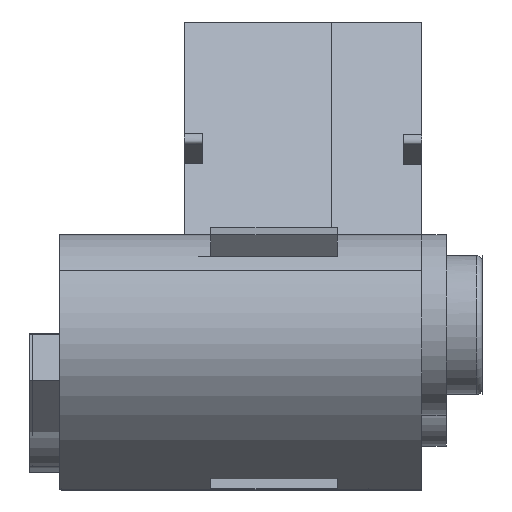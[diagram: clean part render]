
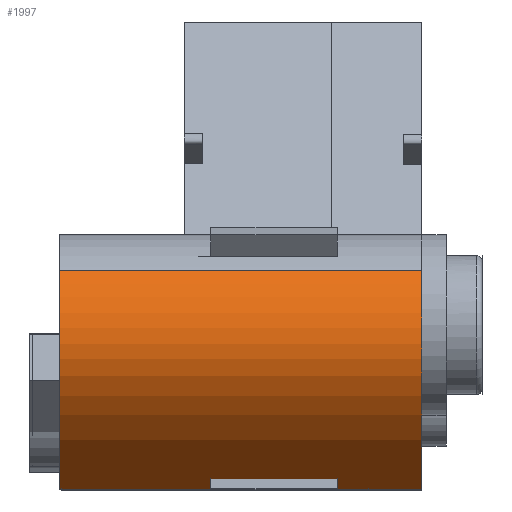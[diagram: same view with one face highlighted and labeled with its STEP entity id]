
A CAD part, top view. The second image highlights one B-rep face of the part: STEP entity #1997.
In plain terms, the highlighted free-form (B-spline) face has degree [5, 1] with [15, 2] control points.
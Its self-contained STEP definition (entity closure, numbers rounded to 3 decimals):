
#43=(
BOUNDED_CURVE()
B_SPLINE_CURVE(5,(#3539,#3540,#3541,#3542,#3543,#3544,#3545,#3546,#3547,
#3548,#3549,#3550,#3551,#3552,#3553),.UNSPECIFIED.,.F.,.F.)
B_SPLINE_CURVE_WITH_KNOTS((6,1,1,1,1,1,1,1,1,1,6),(0.,0.1,0.2,0.3,0.4,0.5,
0.6,0.7,0.8,0.9,1.),.UNSPECIFIED.)
CURVE()
GEOMETRIC_REPRESENTATION_ITEM()
RATIONAL_B_SPLINE_CURVE((1.,1.,1.,1.,1.,1.,1.,1.,1.,1.,1.,1.,1.,1.,1.))
REPRESENTATION_ITEM('')
);
#44=(
BOUNDED_CURVE()
B_SPLINE_CURVE(5,(#3555,#3556,#3557,#3558,#3559,#3560,#3561,#3562,#3563,
#3564,#3565,#3566,#3567,#3568,#3569),.UNSPECIFIED.,.F.,.F.)
B_SPLINE_CURVE_WITH_KNOTS((6,1,1,1,1,1,1,1,1,1,6),(0.,0.1,0.2,0.3,0.4,0.5,
0.6,0.7,0.8,0.9,1.),.UNSPECIFIED.)
CURVE()
GEOMETRIC_REPRESENTATION_ITEM()
RATIONAL_B_SPLINE_CURVE((1.,1.,1.,1.,1.,1.,1.,1.,1.,1.,1.,1.,1.,1.,1.))
REPRESENTATION_ITEM('')
);
#56=(
BOUNDED_SURFACE()
B_SPLINE_SURFACE(5,1,((#3508,#3509),(#3510,#3511),(#3512,#3513),(#3514,
#3515),(#3516,#3517),(#3518,#3519),(#3520,#3521),(#3522,#3523),(#3524,#3525),
(#3526,#3527),(#3528,#3529),(#3530,#3531),(#3532,#3533),(#3534,#3535),(#3536,
#3537)),.UNSPECIFIED.,.F.,.F.,.F.)
B_SPLINE_SURFACE_WITH_KNOTS((6,1,1,1,1,1,1,1,1,1,6),(2,2),(0.,0.1,0.2,0.3,
0.4,0.5,0.6,0.7,0.8,0.9,1.),(0.,30.),.UNSPECIFIED.)
GEOMETRIC_REPRESENTATION_ITEM()
RATIONAL_B_SPLINE_SURFACE(((1.,1.),(1.,1.),(1.,1.),(1.,1.),(1.,1.),(1.,
1.),(1.,1.),(1.,1.),(1.,1.),(1.,1.),(1.,1.),(1.,1.),(1.,1.),(1.,1.),(1.,
1.)))
REPRESENTATION_ITEM('')
SURFACE()
);
#252=FACE_OUTER_BOUND('',#360,.T.);
#360=EDGE_LOOP('',(#1746,#1747,#1748,#1749));
#565=LINE('',#3507,#816);
#566=LINE('',#3570,#817);
#816=VECTOR('',#2589,10.);
#817=VECTOR('',#2590,10.);
#1090=VERTEX_POINT('',#3500);
#1093=VERTEX_POINT('',#3505);
#1094=VERTEX_POINT('',#3538);
#1095=VERTEX_POINT('',#3554);
#1373=EDGE_CURVE('',#1090,#1093,#565,.T.);
#1374=EDGE_CURVE('',#1094,#1090,#43,.T.);
#1375=EDGE_CURVE('',#1095,#1093,#44,.T.);
#1376=EDGE_CURVE('',#1094,#1095,#566,.T.);
#1746=ORIENTED_EDGE('',*,*,#1374,.T.);
#1747=ORIENTED_EDGE('',*,*,#1373,.T.);
#1748=ORIENTED_EDGE('',*,*,#1375,.F.);
#1749=ORIENTED_EDGE('',*,*,#1376,.F.);
#1997=ADVANCED_FACE('',(#252),#56,.T.);
#2589=DIRECTION('',(-1.,0.,0.));
#2590=DIRECTION('',(-1.,0.,0.));
#3500=CARTESIAN_POINT('',(0.,181.396,66.73));
#3505=CARTESIAN_POINT('',(-300.,181.396,66.73));
#3507=CARTESIAN_POINT('',(0.,181.396,66.73));
#3508=CARTESIAN_POINT('Ctrl Pts',(0.,0.,0.));
#3509=CARTESIAN_POINT('Ctrl Pts',(-300.,0.,0.));
#3510=CARTESIAN_POINT('Ctrl Pts',(0.,3.674,4.864));
#3511=CARTESIAN_POINT('Ctrl Pts',(-300.,3.674,4.864));
#3512=CARTESIAN_POINT('Ctrl Pts',(0.,11.017,14.301));
#3513=CARTESIAN_POINT('Ctrl Pts',(-300.,11.017,14.301));
#3514=CARTESIAN_POINT('Ctrl Pts',(0.,22.021,27.582));
#3515=CARTESIAN_POINT('Ctrl Pts',(-300.,22.021,27.582));
#3516=CARTESIAN_POINT('Ctrl Pts',(0.,36.669,43.513));
#3517=CARTESIAN_POINT('Ctrl Pts',(-300.,36.669,43.513));
#3518=CARTESIAN_POINT('Ctrl Pts',(0.,54.939,60.248));
#3519=CARTESIAN_POINT('Ctrl Pts',(-300.,54.939,60.248));
#3520=CARTESIAN_POINT('Ctrl Pts',(0.,73.163,73.47));
#3521=CARTESIAN_POINT('Ctrl Pts',(-300.,73.163,73.47));
#3522=CARTESIAN_POINT('Ctrl Pts',(0.,91.337,82.803));
#3523=CARTESIAN_POINT('Ctrl Pts',(-300.,91.337,82.803));
#3524=CARTESIAN_POINT('Ctrl Pts',(0.,109.457,87.914));
#3525=CARTESIAN_POINT('Ctrl Pts',(-300.,109.457,87.914));
#3526=CARTESIAN_POINT('Ctrl Pts',(0.,127.52,88.719));
#3527=CARTESIAN_POINT('Ctrl Pts',(-300.,127.52,88.719));
#3528=CARTESIAN_POINT('Ctrl Pts',(0.,145.531,85.431));
#3529=CARTESIAN_POINT('Ctrl Pts',(-300.,145.531,85.431));
#3530=CARTESIAN_POINT('Ctrl Pts',(0.,159.9,79.742));
#3531=CARTESIAN_POINT('Ctrl Pts',(-300.,159.9,79.742));
#3532=CARTESIAN_POINT('Ctrl Pts',(0.,170.656,73.856));
#3533=CARTESIAN_POINT('Ctrl Pts',(-300.,170.656,73.856));
#3534=CARTESIAN_POINT('Ctrl Pts',(0.,177.818,69.223));
#3535=CARTESIAN_POINT('Ctrl Pts',(-300.,177.818,69.223));
#3536=CARTESIAN_POINT('Ctrl Pts',(0.,181.396,66.73));
#3537=CARTESIAN_POINT('Ctrl Pts',(-300.,181.396,66.73));
#3538=CARTESIAN_POINT('',(0.,0.,0.));
#3539=CARTESIAN_POINT('Ctrl Pts',(0.,0.,0.));
#3540=CARTESIAN_POINT('Ctrl Pts',(0.,3.674,4.864));
#3541=CARTESIAN_POINT('Ctrl Pts',(0.,11.017,14.301));
#3542=CARTESIAN_POINT('Ctrl Pts',(0.,22.021,27.582));
#3543=CARTESIAN_POINT('Ctrl Pts',(0.,36.669,43.513));
#3544=CARTESIAN_POINT('Ctrl Pts',(0.,54.939,60.248));
#3545=CARTESIAN_POINT('Ctrl Pts',(0.,73.163,73.47));
#3546=CARTESIAN_POINT('Ctrl Pts',(0.,91.337,82.803));
#3547=CARTESIAN_POINT('Ctrl Pts',(0.,109.457,87.914));
#3548=CARTESIAN_POINT('Ctrl Pts',(0.,127.52,88.719));
#3549=CARTESIAN_POINT('Ctrl Pts',(0.,145.531,85.431));
#3550=CARTESIAN_POINT('Ctrl Pts',(0.,159.9,79.742));
#3551=CARTESIAN_POINT('Ctrl Pts',(0.,170.656,73.856));
#3552=CARTESIAN_POINT('Ctrl Pts',(0.,177.818,69.223));
#3553=CARTESIAN_POINT('Ctrl Pts',(0.,181.396,66.73));
#3554=CARTESIAN_POINT('',(-300.,0.,0.));
#3555=CARTESIAN_POINT('Ctrl Pts',(-300.,0.,0.));
#3556=CARTESIAN_POINT('Ctrl Pts',(-300.,3.674,4.864));
#3557=CARTESIAN_POINT('Ctrl Pts',(-300.,11.017,14.301));
#3558=CARTESIAN_POINT('Ctrl Pts',(-300.,22.021,27.582));
#3559=CARTESIAN_POINT('Ctrl Pts',(-300.,36.669,43.513));
#3560=CARTESIAN_POINT('Ctrl Pts',(-300.,54.939,60.248));
#3561=CARTESIAN_POINT('Ctrl Pts',(-300.,73.163,73.47));
#3562=CARTESIAN_POINT('Ctrl Pts',(-300.,91.337,82.803));
#3563=CARTESIAN_POINT('Ctrl Pts',(-300.,109.457,87.914));
#3564=CARTESIAN_POINT('Ctrl Pts',(-300.,127.52,88.719));
#3565=CARTESIAN_POINT('Ctrl Pts',(-300.,145.531,85.431));
#3566=CARTESIAN_POINT('Ctrl Pts',(-300.,159.9,79.742));
#3567=CARTESIAN_POINT('Ctrl Pts',(-300.,170.656,73.856));
#3568=CARTESIAN_POINT('Ctrl Pts',(-300.,177.818,69.223));
#3569=CARTESIAN_POINT('Ctrl Pts',(-300.,181.396,66.73));
#3570=CARTESIAN_POINT('',(0.,0.,0.));
